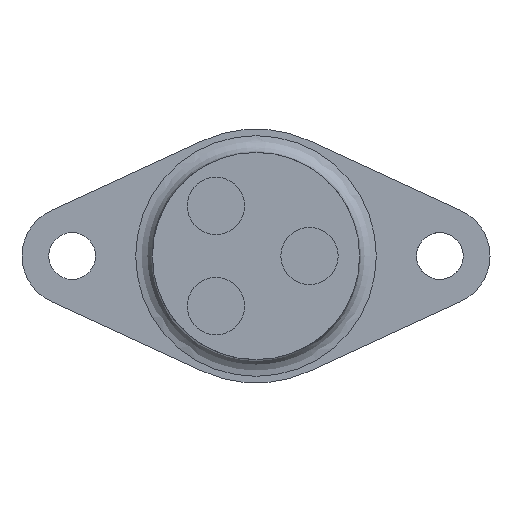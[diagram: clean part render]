
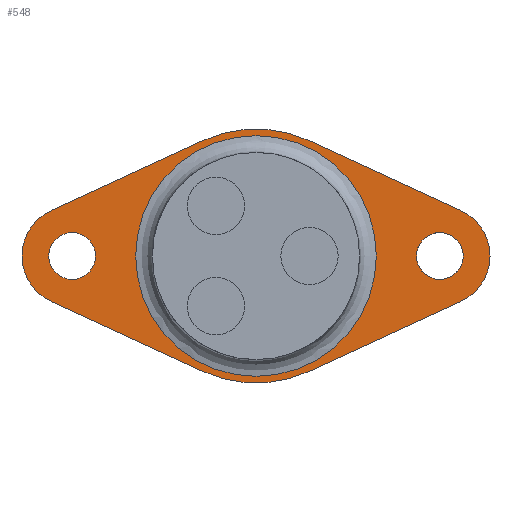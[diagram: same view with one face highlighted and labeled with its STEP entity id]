
A CAD part, left-side view. The second image highlights one B-rep face of the part: STEP entity #548.
In plain terms, the highlighted planar face has unit normal (-1, 0, 0).
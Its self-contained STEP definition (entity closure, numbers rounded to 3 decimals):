
#425=CARTESIAN_POINT('',(55.7,0.,18.));
#426=VERTEX_POINT('',#425);
#427=CARTESIAN_POINT('',(55.7,0.,0.));
#428=DIRECTION('',(-1.0,0.0,0.0));
#429=DIRECTION('',(0.0,0.0,-1.0));
#430=AXIS2_PLACEMENT_3D('',#427,#428,#429);
#431=CIRCLE('',#430,18.);
#432=EDGE_CURVE('',#426,#426,#431,.T.);
#448=CARTESIAN_POINT('',(55.7,0.,0.));
#449=DIRECTION('',(-1.0,0.0,0.0));
#450=DIRECTION('',(0.0,0.0,-1.0));
#451=AXIS2_PLACEMENT_3D('',#448,#449,#450);
#452=PLANE('',#451);
#453=CARTESIAN_POINT('',(55.7,7.945,-17.259));
#454=VERTEX_POINT('',#453);
#455=CARTESIAN_POINT('',(55.7,30.636,-6.813));
#456=VERTEX_POINT('',#455);
#457=CARTESIAN_POINT('',(55.7,7.945,-17.259));
#458=DIRECTION('',(0.,0.908,0.418));
#459=VECTOR('',#458,24.98);
#460=LINE('',#457,#459);
#461=EDGE_CURVE('',#454,#456,#460,.T.);
#462=ORIENTED_EDGE('',*,*,#461,.F.);
#463=CARTESIAN_POINT('',(55.7,-7.945,-17.259));
#464=VERTEX_POINT('',#463);
#465=CARTESIAN_POINT('',(55.7,0.,0.));
#466=DIRECTION('',(1.0,0.,0.));
#467=DIRECTION('',(0.,0.418,0.908));
#468=AXIS2_PLACEMENT_3D('',#465,#466,#467);
#469=CIRCLE('',#468,19.);
#470=EDGE_CURVE('',#464,#454,#469,.T.);
#471=ORIENTED_EDGE('',*,*,#470,.F.);
#472=CARTESIAN_POINT('',(55.7,-30.636,-6.813));
#473=VERTEX_POINT('',#472);
#474=CARTESIAN_POINT('',(55.7,-30.636,-6.813));
#475=DIRECTION('',(0.,0.908,-0.418));
#476=VECTOR('',#475,24.98);
#477=LINE('',#474,#476);
#478=EDGE_CURVE('',#473,#464,#477,.T.);
#479=ORIENTED_EDGE('',*,*,#478,.F.);
#480=CARTESIAN_POINT('',(55.7,-30.636,6.813));
#481=VERTEX_POINT('',#480);
#482=CARTESIAN_POINT('',(55.7,-27.5,0.));
#483=DIRECTION('',(1.0,0.,0.));
#484=DIRECTION('',(0.,0.418,-0.908));
#485=AXIS2_PLACEMENT_3D('',#482,#483,#484);
#486=CIRCLE('',#485,7.5);
#487=EDGE_CURVE('',#481,#473,#486,.T.);
#488=ORIENTED_EDGE('',*,*,#487,.F.);
#489=CARTESIAN_POINT('',(55.7,-7.945,17.259));
#490=VERTEX_POINT('',#489);
#491=CARTESIAN_POINT('',(55.7,-7.945,17.259));
#492=DIRECTION('',(0.,-0.908,-0.418));
#493=VECTOR('',#492,24.98);
#494=LINE('',#491,#493);
#495=EDGE_CURVE('',#490,#481,#494,.T.);
#496=ORIENTED_EDGE('',*,*,#495,.F.);
#497=CARTESIAN_POINT('',(55.7,7.945,17.259));
#498=VERTEX_POINT('',#497);
#499=CARTESIAN_POINT('',(55.7,0.,0.));
#500=DIRECTION('',(1.0,0.,0.));
#501=DIRECTION('',(0.,-0.418,-0.908));
#502=AXIS2_PLACEMENT_3D('',#499,#500,#501);
#503=CIRCLE('',#502,19.);
#504=EDGE_CURVE('',#498,#490,#503,.T.);
#505=ORIENTED_EDGE('',*,*,#504,.F.);
#506=CARTESIAN_POINT('',(55.7,30.636,6.813));
#507=VERTEX_POINT('',#506);
#508=CARTESIAN_POINT('',(55.7,30.636,6.813));
#509=DIRECTION('',(0.,-0.908,0.418));
#510=VECTOR('',#509,24.98);
#511=LINE('',#508,#510);
#512=EDGE_CURVE('',#507,#498,#511,.T.);
#513=ORIENTED_EDGE('',*,*,#512,.F.);
#514=CARTESIAN_POINT('',(55.7,27.5,0.));
#515=DIRECTION('',(1.,0.,0.));
#516=DIRECTION('',(0.,-0.418,0.908));
#517=AXIS2_PLACEMENT_3D('',#514,#515,#516);
#518=CIRCLE('',#517,7.5);
#519=EDGE_CURVE('',#456,#507,#518,.T.);
#520=ORIENTED_EDGE('',*,*,#519,.F.);
#521=EDGE_LOOP('',(#462,#471,#479,#488,#496,#505,#513,#520));
#522=FACE_OUTER_BOUND('',#521,.T.);
#523=CARTESIAN_POINT('',(55.7,27.5,-3.5));
#524=VERTEX_POINT('',#523);
#525=CARTESIAN_POINT('',(55.7,27.5,0.));
#526=DIRECTION('',(1.0,0.0,0.0));
#527=DIRECTION('',(0.0,0.0,1.0));
#528=AXIS2_PLACEMENT_3D('',#525,#526,#527);
#529=CIRCLE('',#528,3.5);
#530=EDGE_CURVE('',#524,#524,#529,.T.);
#531=ORIENTED_EDGE('',*,*,#530,.T.);
#532=EDGE_LOOP('',(#531));
#533=FACE_BOUND('',#532,.T.);
#534=CARTESIAN_POINT('',(55.7,-27.5,-3.5));
#535=VERTEX_POINT('',#534);
#536=CARTESIAN_POINT('',(55.7,-27.5,0.));
#537=DIRECTION('',(1.0,0.0,0.0));
#538=DIRECTION('',(0.0,0.0,1.0));
#539=AXIS2_PLACEMENT_3D('',#536,#537,#538);
#540=CIRCLE('',#539,3.5);
#541=EDGE_CURVE('',#535,#535,#540,.T.);
#542=ORIENTED_EDGE('',*,*,#541,.T.);
#543=EDGE_LOOP('',(#542));
#544=FACE_BOUND('',#543,.T.);
#545=ORIENTED_EDGE('',*,*,#432,.F.);
#546=EDGE_LOOP('',(#545));
#547=FACE_BOUND('',#546,.T.);
#548=ADVANCED_FACE('',(#522,#533,#544,#547),#452,.T.);
